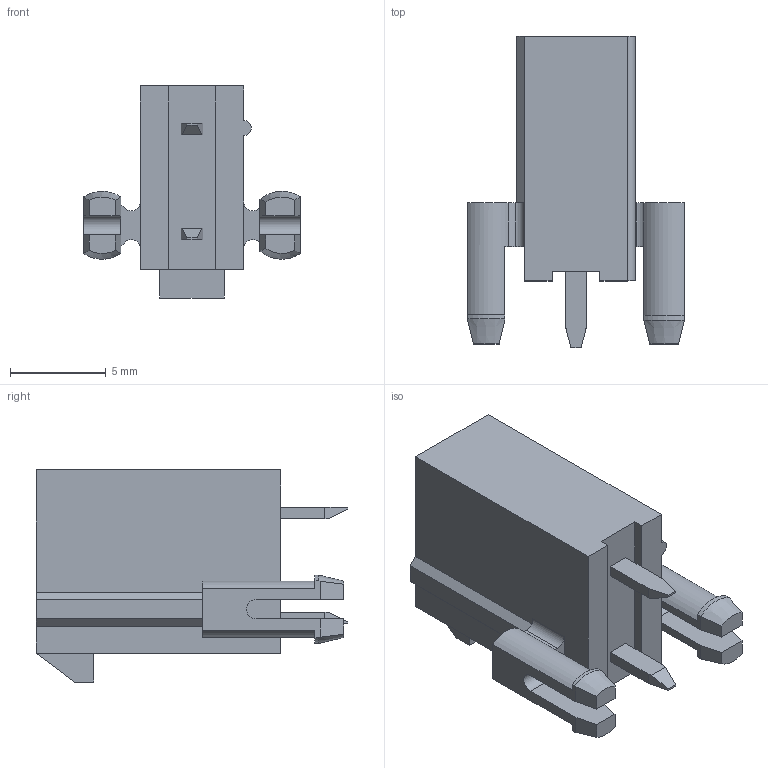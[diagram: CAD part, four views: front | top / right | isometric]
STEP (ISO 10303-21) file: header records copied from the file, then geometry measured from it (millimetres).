
FILE_DESCRIPTION((''),'2;1');
FILE_NAME('460150203','2013-09-25T',('me'),(''),'PRO/ENGINEER BY PARAMETRIC TECHNOLOGY CORPORATION, 2011490','PRO/ENGINEER BY PARAMETRIC TECHNOLOGY CORPORATION, 2011490','');
FILE_SCHEMA(('CONFIG_CONTROL_DESIGN'));
Length unit declared in the file: millimetre
Products named in the file (1): 460150203
Bounding box: 11.35 x 16.3 x 11.1 mm (x, y, z)
Volume: 512 mm3; surface area: 1017.2 mm2
Topology: 1 solids, 1 shells, 110 faces, 303 edges, 204 vertices
Faces by surface type: plane 87, cylinder 19, cone 4
Entity records: 3512 total; most frequent: CARTESIAN_POINT 639, ORIENTED_EDGE 586, DIRECTION 569, EDGE_CURVE 293, VECTOR 237, LINE 237, VERTEX_POINT 192, AXIS2_PLACEMENT_3D 166
